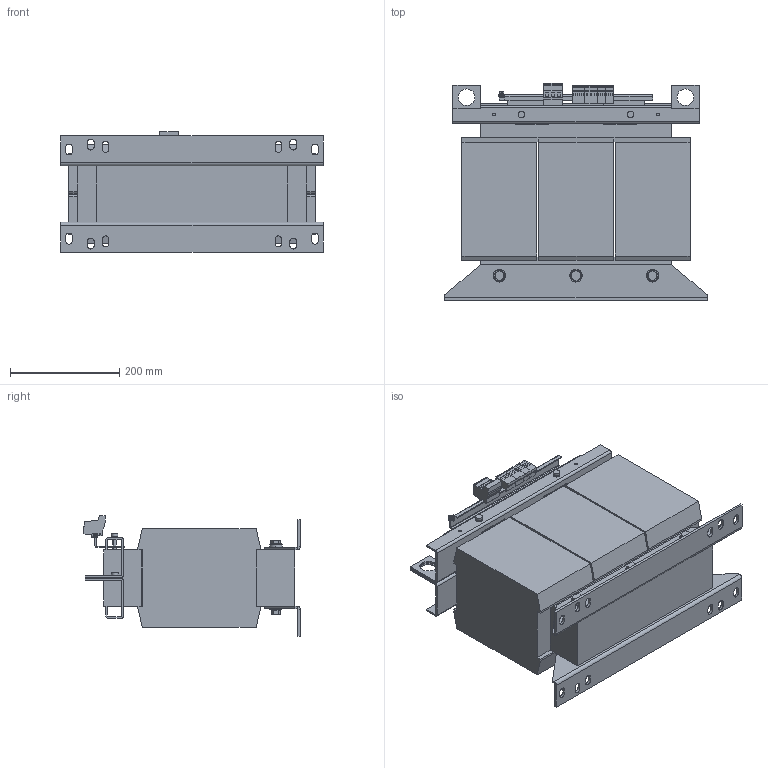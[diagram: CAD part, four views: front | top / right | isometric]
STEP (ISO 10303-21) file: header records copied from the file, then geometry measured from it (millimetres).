
FILE_DESCRIPTION (( 'STEP AP214' ), '1' );
FILE_NAME ('765983.STEP', '2023-08-24T06:23:28', ( '' ), ( '' ), 'SwSTEP 2.0', 'SolidWorks 2018', '' );
FILE_SCHEMA (( 'AUTOMOTIVE_DESIGN' ));
Length unit declared in the file: millimetre
Products named in the file (1): 765983
Bounding box: 480 x 396.45 x 220.55 mm (x, y, z)
Volume: 21643834.9 mm3; surface area: 1113662.4 mm2
Topology: 1 solids, 12 shells, 881 faces, 2243 edges, 1415 vertices
Faces by surface type: plane 595, cylinder 246, torus 24, cone 16
Entity records: 26881 total; most frequent: CARTESIAN_POINT 4782, DIRECTION 4519, ORIENTED_EDGE 4486, EDGE_CURVE 2243, LINE 1643, VECTOR 1643, AXIS2_PLACEMENT_3D 1438, VERTEX_POINT 1415
